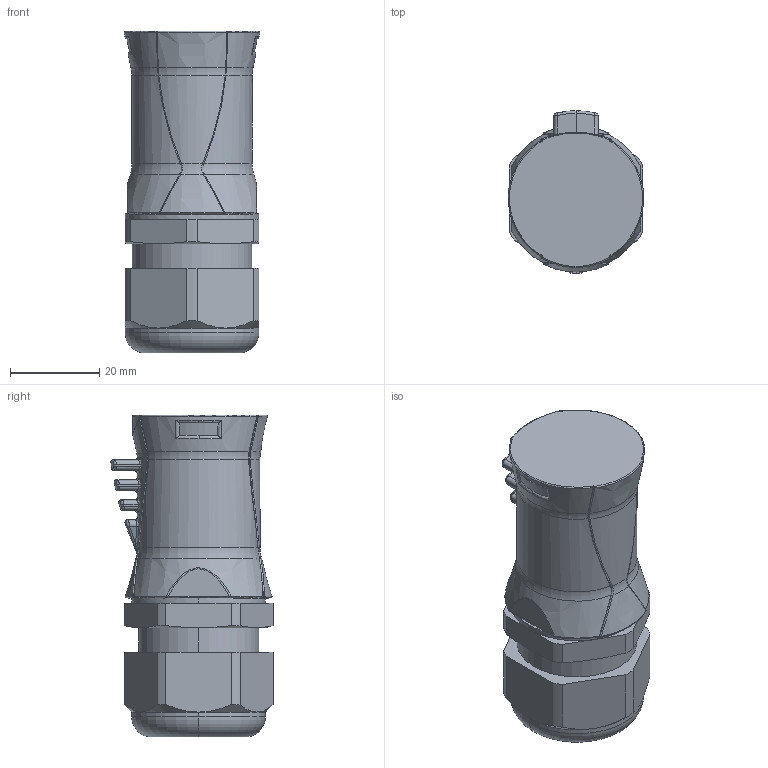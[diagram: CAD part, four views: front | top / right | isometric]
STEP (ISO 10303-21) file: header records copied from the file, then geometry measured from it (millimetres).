
FILE_DESCRIPTION((''),'2;1');
FILE_NAME('UTL14JC_001','2017-02-01T',('MRagaine'),('SOURIAU'),'PRO/ENGINEER BY PARAMETRIC TECHNOLOGY CORPORATION, 2014000','PRO/ENGINEER BY PARAMETRIC TECHNOLOGY CORPORATION, 2014000','');
FILE_SCHEMA(('CONFIG_CONTROL_DESIGN'));
Length unit declared in the file: millimetre
Products named in the file (1): UTL14JC_001
Bounding box: 30.41 x 36.36 x 72.2 mm (x, y, z)
Volume: 48185.2 mm3; surface area: 8900.5 mm2
Topology: 1 solids, 1 shells, 449 faces, 1126 edges, 697 vertices
Faces by surface type: bspline 142, plane 94, extrusion 93, cylinder 78, torus 24, cone 14, sphere 4
Entity records: 20365 total; most frequent: CARTESIAN_POINT 10726, ORIENTED_EDGE 2252, DIRECTION 1361, EDGE_CURVE 1126, VERTEX_POINT 697, B_SPLINE_CURVE_WITH_KNOTS 650, AXIS2_PLACEMENT_3D 485, EDGE_LOOP 467
